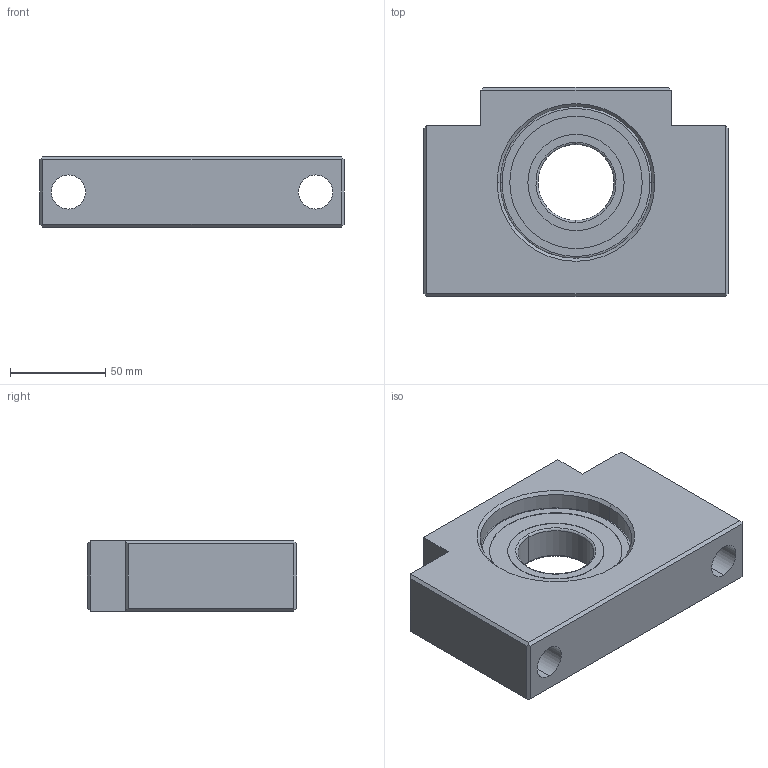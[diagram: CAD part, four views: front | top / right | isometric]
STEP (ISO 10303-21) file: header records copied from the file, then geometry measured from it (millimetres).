
FILE_DESCRIPTION (( 'STEP AP203' ), '1' );
FILE_NAME ('BF 40DS.STEP', '2014-07-22T02:15:13', ( '' ), ( '' ), 'SwSTEP 2.0', 'SolidWorks 2013', '' );
FILE_SCHEMA (( 'CONFIG_CONTROL_DESIGN' ));
Length unit declared in the file: millimetre
Products named in the file (3): 6208ZZ; BLOCK_40; BF 40DS
Assembly tree (2 placements, depth 2):
  BF 40DS
    BLOCK_40
    6208ZZ
Bounding box: 160 x 110 x 37 mm (x, y, z)
Volume: 411947.2 mm3; surface area: 90381.3 mm2
Topology: 17 solids, 17 shells, 118 faces, 276 edges, 150 vertices
Faces by surface type: cylinder 38, plane 38, bspline 38, cone 4
Entity records: 3765 total; most frequent: CARTESIAN_POINT 1095, DIRECTION 510, ORIENTED_EDGE 456, EDGE_CURVE 228, AXIS2_PLACEMENT_3D 205, VERTEX_POINT 150, EDGE_LOOP 138, CIRCLE 120
